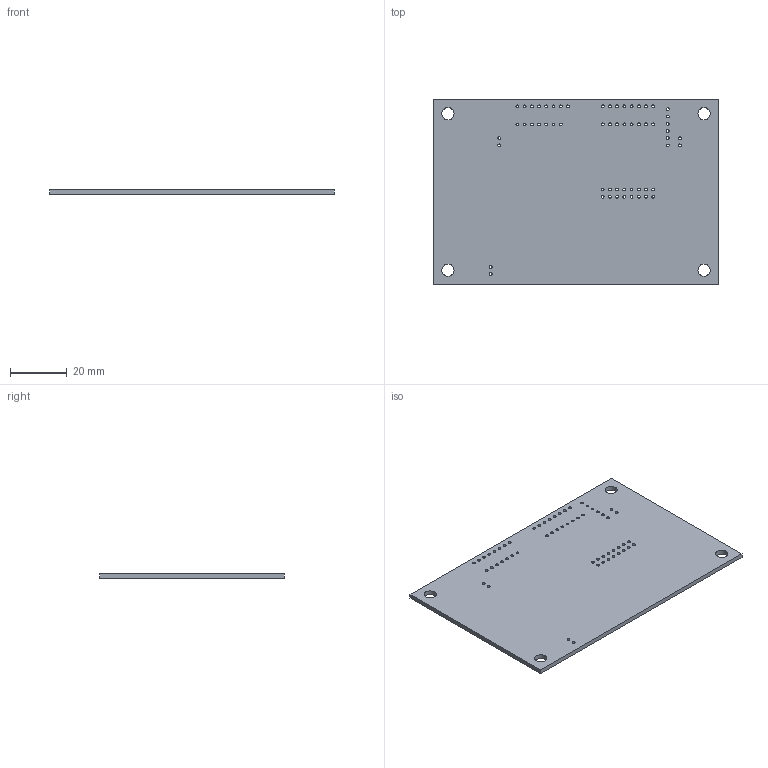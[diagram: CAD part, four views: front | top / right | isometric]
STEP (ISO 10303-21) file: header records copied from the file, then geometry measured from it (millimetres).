
FILE_DESCRIPTION(('KiCad electronic assembly'),'2;1');
FILE_NAME('220217_GPIOExpanderAW9523.step','2022-02-20T13:11:24',( 'Pcbnew'),('Kicad'),'Open CASCADE STEP processor 7.6', 'KiCad to STEP converter','Unknown');
FILE_SCHEMA(('AUTOMOTIVE_DESIGN { 1 0 10303 214 1 1 1 1 }'));
Length unit declared in the file: millimetre
Products named in the file (2): 220217_GPIOExpanderAW9523 1; 220217_GPIOExpanderAW9523 PCB
Assembly tree (1 placements, depth 2):
  220217_GPIOExpanderAW9523 1
    220217_GPIOExpanderAW9523 PCB
Bounding box: 100 x 65 x 1.6 mm (x, y, z)
Volume: 10232.9 mm3; surface area: 13702.2 mm2
Topology: 1 solids, 1 shells, 69 faces, 201 edges, 134 vertices
Faces by surface type: cylinder 63, plane 6
Full cylindrical faces by diameter (mm): 1 x59, 4.3 x4
Entity records: 5651 total; most frequent: CARTESIAN_POINT 1564, DIRECTION 745, ORIENTED_EDGE 402, PCURVE 402, DEFINITIONAL_REPRESENTATION 402, LINE 351, VECTOR 351, EDGE_CURVE 201
